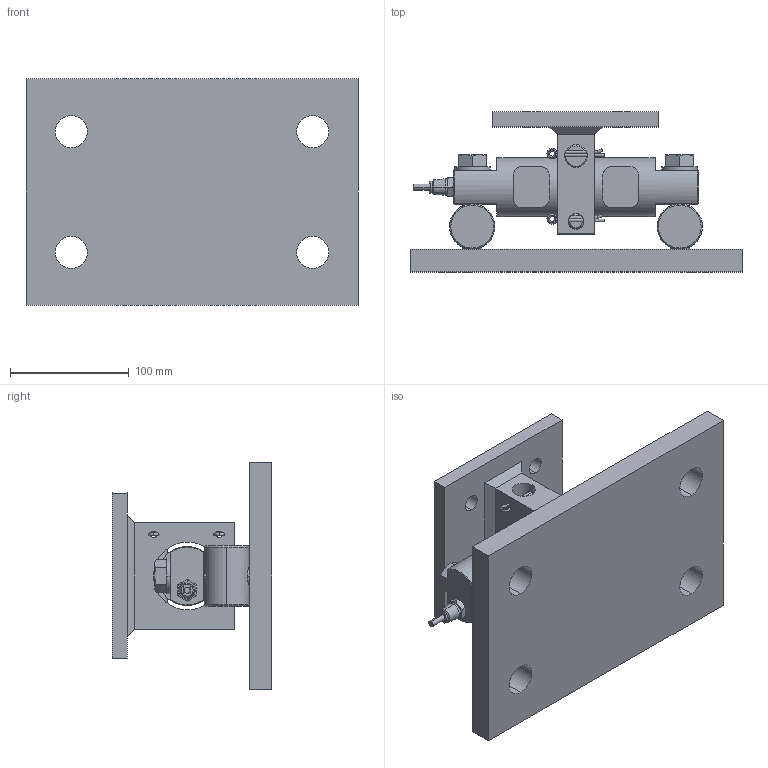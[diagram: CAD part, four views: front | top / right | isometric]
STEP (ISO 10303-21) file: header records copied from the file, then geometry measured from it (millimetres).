
FILE_DESCRIPTION (( 'STEP AP203' ), '1' );
FILE_NAME ('102DHM3-(5-20)Klb.STEP', '2025-07-18T05:46:09', ( '' ), ( '' ), 'SwSTEP 2.0', 'SolidWorks 2024', '' );
FILE_SCHEMA (( 'CONFIG_CONTROL_DESIGN' ));
Length unit declared in the file: millimetre
Products named in the file (1): 102DHM3-(5-20)Klb
Bounding box: 279.4 x 134.6 x 190.5 mm (x, y, z)
Volume: 1846619.9 mm3; surface area: 267839 mm2
Topology: 9 solids, 9 shells, 274 faces, 643 edges, 403 vertices
Faces by surface type: plane 106, cylinder 102, cone 54, bspline 8, torus 4
Entity records: 11016 total; most frequent: CARTESIAN_POINT 4696, ORIENTED_EDGE 1286, DIRECTION 1285, EDGE_CURVE 643, AXIS2_PLACEMENT_3D 506, VERTEX_POINT 403, EDGE_LOOP 324, ADVANCED_FACE 274
